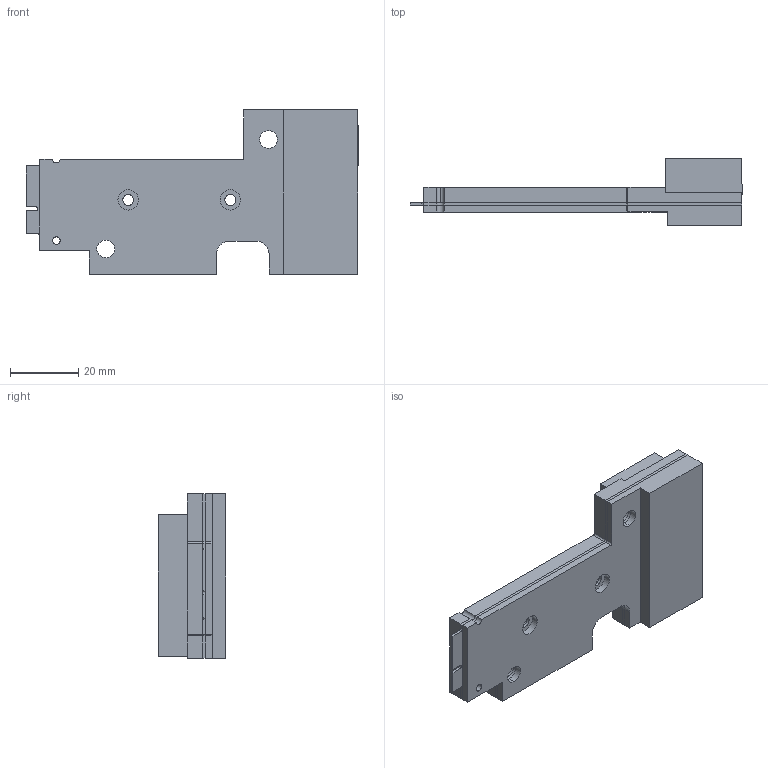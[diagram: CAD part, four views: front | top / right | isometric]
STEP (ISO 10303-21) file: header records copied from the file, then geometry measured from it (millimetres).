
FILE_DESCRIPTION (( 'STEP AP214' ), '1' );
FILE_NAME ('FACET envelope_APL1.4UP.STEP', '2023-08-23T14:18:12', ( '' ), ( '' ), 'SwSTEP 2.0', 'SolidWorks 2019', '' );
FILE_SCHEMA (( 'AUTOMOTIVE_DESIGN' ));
Length unit declared in the file: millimetre
Products named in the file (1): FACET envelope_APL1.4UP
Bounding box: 97.48 x 19.8 x 48.22 mm (x, y, z)
Volume: 35366.8 mm3; surface area: 24440 mm2
Topology: 3 solids, 3 shells, 443 faces, 1202 edges, 801 vertices
Faces by surface type: plane 222, bspline 168, cylinder 53
Entity records: 22646 total; most frequent: CARTESIAN_POINT 11127, ORIENTED_EDGE 2404, DIRECTION 1524, EDGE_CURVE 1202, VERTEX_POINT 801, LINE 760, VECTOR 760, EDGE_LOOP 509
